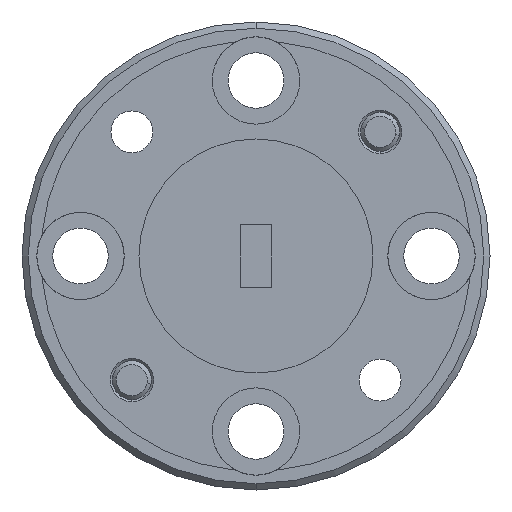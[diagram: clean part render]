
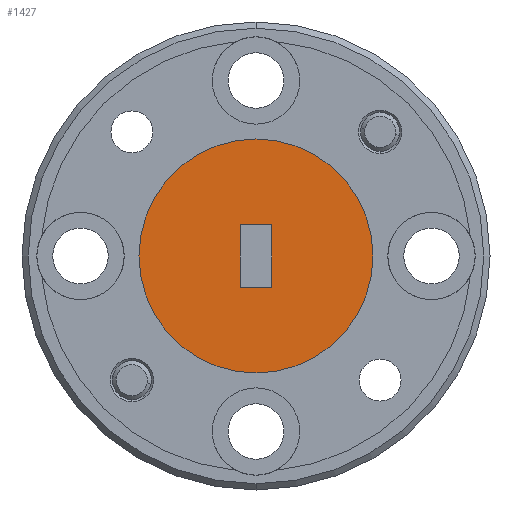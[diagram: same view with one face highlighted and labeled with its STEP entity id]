
A CAD part, left-side view. The second image highlights one B-rep face of the part: STEP entity #1427.
In plain terms, the highlighted planar face has unit normal (-1, 0, 0).
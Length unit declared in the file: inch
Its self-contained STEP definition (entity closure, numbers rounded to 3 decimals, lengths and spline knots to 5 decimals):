
#21 = VECTOR ( 'NONE', #2435, 39.37008 ) ;
#74 = EDGE_CURVE ( 'NONE', #150, #440, #2002, .T. ) ;
#77 = CARTESIAN_POINT ( 'NONE',  ( -2.00042, 0.75459, -0.05 ) ) ;
#150 = VERTEX_POINT ( 'NONE', #527 ) ;
#157 = ORIENTED_EDGE ( 'NONE', *, *, #1148, .F. ) ;
#197 = DIRECTION ( 'NONE',  ( 0., 0., 1. ) ) ;
#325 = DIRECTION ( 'NONE',  ( -1., 0., 0. ) ) ;
#343 = DIRECTION ( 'NONE',  ( 0., 0., 1. ) ) ;
#368 = CARTESIAN_POINT ( 'NONE',  ( -2.00042, 0.80459, 0.05 ) ) ;
#391 = CARTESIAN_POINT ( 'NONE',  ( -2.00042, 0., 0. ) ) ;
#440 = VERTEX_POINT ( 'NONE', #1740 ) ;
#477 = EDGE_LOOP ( 'NONE', ( #1932, #1165, #1667, #157 ) ) ;
#527 = CARTESIAN_POINT ( 'NONE',  ( -2.00042, 0.75459, 0.05 ) ) ;
#596 = CARTESIAN_POINT ( 'NONE',  ( -2.00042, 0.80459, -0.05 ) ) ;
#606 = VERTEX_POINT ( 'NONE', #77 ) ;
#642 = ORIENTED_EDGE ( 'NONE', *, *, #2257, .T. ) ;
#709 = VERTEX_POINT ( 'NONE', #2030 ) ;
#728 = DIRECTION ( 'NONE',  ( -1., 0., 0. ) ) ;
#768 = LINE ( 'NONE', #368, #1099 ) ;
#844 = CARTESIAN_POINT ( 'NONE',  ( -2.00042, 0.77959, -0.1875 ) ) ;
#880 = LINE ( 'NONE', #1836, #21 ) ;
#1019 = AXIS2_PLACEMENT_3D ( 'NONE', #1518, #728, #2099 ) ;
#1096 = CIRCLE ( 'NONE', #2108, 0.1875 ) ;
#1099 = VECTOR ( 'NONE', #1532, 39.37008 ) ;
#1148 = EDGE_CURVE ( 'NONE', #2315, #606, #1789, .T. ) ;
#1151 = DIRECTION ( 'NONE',  ( -1., 0., 0. ) ) ;
#1165 = ORIENTED_EDGE ( 'NONE', *, *, #74, .F. ) ;
#1402 = FACE_OUTER_BOUND ( 'NONE', #1602, .T. ) ;
#1427 = ADVANCED_FACE ( 'NONE', ( #2373, #1402 ), #1734, .T. ) ;
#1508 = EDGE_CURVE ( 'NONE', #606, #150, #880, .T. ) ;
#1518 = CARTESIAN_POINT ( 'NONE',  ( -2.00042, 0.77959, 0. ) ) ;
#1532 = DIRECTION ( 'NONE',  ( 0., 0., -1. ) ) ;
#1602 = EDGE_LOOP ( 'NONE', ( #2506, #642 ) ) ;
#1625 = CARTESIAN_POINT ( 'NONE',  ( -2.00042, 0.75459, 0.05 ) ) ;
#1667 = ORIENTED_EDGE ( 'NONE', *, *, #1508, .F. ) ;
#1696 = VECTOR ( 'NONE', #1811, 39.37008 ) ;
#1708 = AXIS2_PLACEMENT_3D ( 'NONE', #391, #1151, #197 ) ;
#1734 = PLANE ( 'NONE',  #1708 ) ;
#1740 = CARTESIAN_POINT ( 'NONE',  ( -2.00042, 0.80459, 0.05 ) ) ;
#1789 = LINE ( 'NONE', #596, #1943 ) ;
#1811 = DIRECTION ( 'NONE',  ( 0., 1., 0. ) ) ;
#1836 = CARTESIAN_POINT ( 'NONE',  ( -2.00042, 0.75459, -0.05 ) ) ;
#1875 = EDGE_CURVE ( 'NONE', #709, #2496, #1096, .T. ) ;
#1932 = ORIENTED_EDGE ( 'NONE', *, *, #2090, .F. ) ;
#1943 = VECTOR ( 'NONE', #1991, 39.37008 ) ;
#1991 = DIRECTION ( 'NONE',  ( 0., -1., 0. ) ) ;
#2002 = LINE ( 'NONE', #1625, #1696 ) ;
#2030 = CARTESIAN_POINT ( 'NONE',  ( -2.00042, 0.77959, 0.1875 ) ) ;
#2051 = CARTESIAN_POINT ( 'NONE',  ( -2.00042, 0.77959, 0. ) ) ;
#2090 = EDGE_CURVE ( 'NONE', #440, #2315, #768, .T. ) ;
#2099 = DIRECTION ( 'NONE',  ( 0., 0., 1. ) ) ;
#2108 = AXIS2_PLACEMENT_3D ( 'NONE', #2051, #325, #343 ) ;
#2111 = CIRCLE ( 'NONE', #1019, 0.1875 ) ;
#2158 = CARTESIAN_POINT ( 'NONE',  ( -2.00042, 0.80459, -0.05 ) ) ;
#2257 = EDGE_CURVE ( 'NONE', #2496, #709, #2111, .T. ) ;
#2315 = VERTEX_POINT ( 'NONE', #2158 ) ;
#2373 = FACE_BOUND ( 'NONE', #477, .T. ) ;
#2435 = DIRECTION ( 'NONE',  ( 0., 0., 1. ) ) ;
#2496 = VERTEX_POINT ( 'NONE', #844 ) ;
#2506 = ORIENTED_EDGE ( 'NONE', *, *, #1875, .T. ) ;
